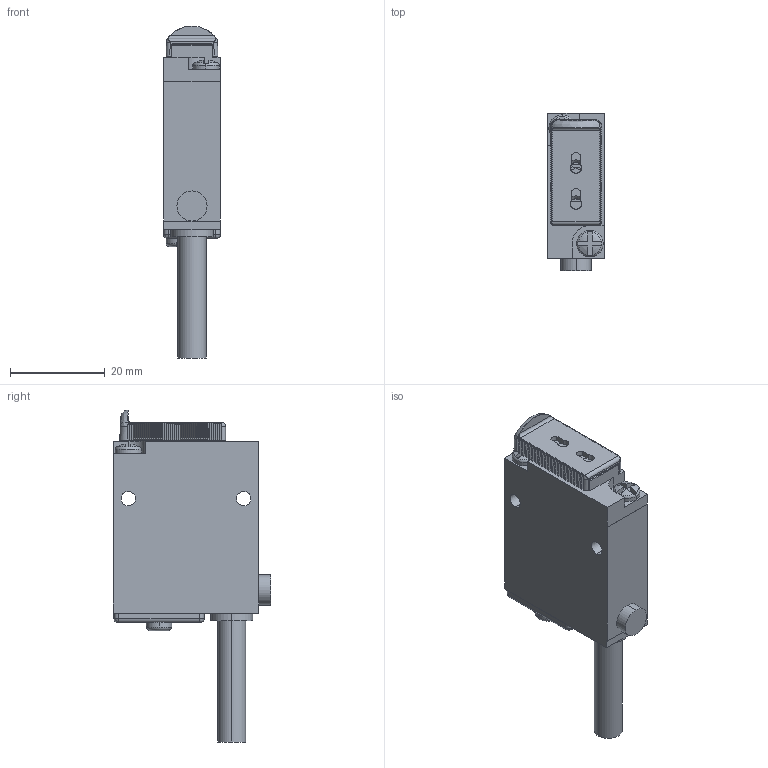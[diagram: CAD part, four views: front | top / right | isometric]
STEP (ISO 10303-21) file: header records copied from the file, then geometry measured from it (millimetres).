
FILE_DESCRIPTION((''),'2;1');
FILE_NAME('154449_SW','2011-01-10T',('banengservice'),('BANNER ENGINEERING'),'PRO/ENGINEER BY PARAMETRIC TECHNOLOGY CORPORATION, 2009141','PRO/ENGINEER BY PARAMETRIC TECHNOLOGY CORPORATION, 2009141','');
FILE_SCHEMA(('CONFIG_CONTROL_DESIGN'));
Length unit declared in the file: inch
Products named in the file (1): 154449_SW
Bounding box: 11.99 x 33.27 x 70.14 mm (x, y, z)
Volume: 7529.1 mm3; surface area: 10869.5 mm2
Topology: 1 solids, 3 shells, 735 faces, 2038 edges, 1323 vertices
Faces by surface type: plane 441, cylinder 236, torus 21, cone 18, bspline 11, sphere 8
Entity records: 24269 total; most frequent: CARTESIAN_POINT 5641, ORIENTED_EDGE 4074, DIRECTION 3614, EDGE_CURVE 2037, VECTOR 1386, LINE 1386, VERTEX_POINT 1323, AXIS2_PLACEMENT_3D 1114
